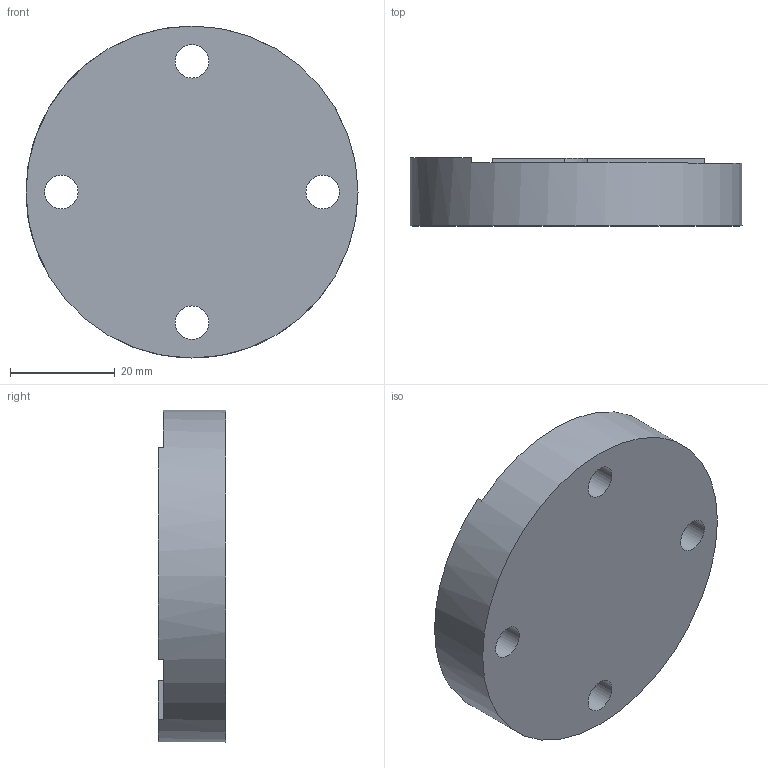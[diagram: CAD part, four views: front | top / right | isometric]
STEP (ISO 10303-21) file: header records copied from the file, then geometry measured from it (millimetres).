
FILE_DESCRIPTION(/* description */ ('Goniometer spacer'),/* implementation_level */ '2;1');
FILE_NAME(/* name */ 'FAB-OX0005-GoniometerSpacer.stp',/* time_stamp */ '2020-02-10T12:01:02+00:00',/* author */ ('whgu0532'),/* organization */ (''),/* preprocessor_version */ 'ST-DEVELOPER v18',/* originating_system */ 'Autodesk Inventor 2020',/* authorisation */ '');
FILE_SCHEMA (('AUTOMOTIVE_DESIGN { 1 0 10303 214 3 1 1 }'));
Length unit declared in the file: millimetre
Products named in the file (1): FAB-OX0005
Bounding box: 63.5 x 13 x 63.5 mm (x, y, z)
Volume: 35124.7 mm3; surface area: 10340.3 mm2
Topology: 1 solids, 1 shells, 31 faces, 91 edges, 64 vertices
Faces by surface type: plane 14, cylinder 13, cone 4
Full cylindrical faces by diameter (mm): 2.459 x4, 6.4 x4, 11 x4, 63.5 x1
Entity records: 1110 total; most frequent: DIRECTION 199, CARTESIAN_POINT 183, ORIENTED_EDGE 174, EDGE_CURVE 87, AXIS2_PLACEMENT_3D 80, VERTEX_POINT 64, CIRCLE 48, EDGE_LOOP 45
